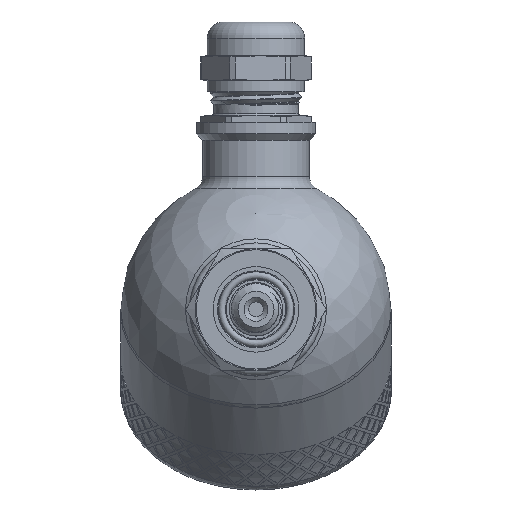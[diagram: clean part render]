
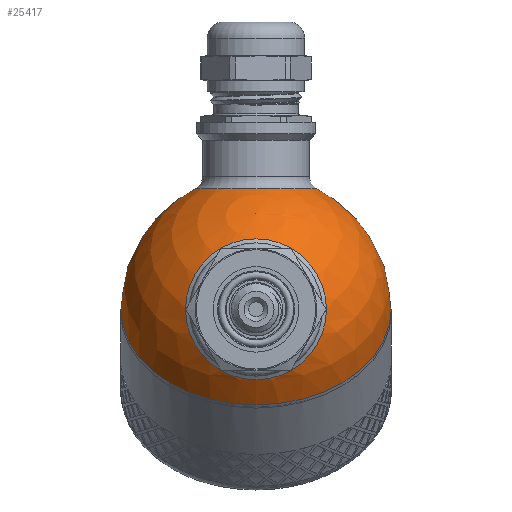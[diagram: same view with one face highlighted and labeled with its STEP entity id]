
A CAD part, left-side view. The second image highlights one B-rep face of the part: STEP entity #25417.
In plain terms, the highlighted spherical face has radius 30 mm.
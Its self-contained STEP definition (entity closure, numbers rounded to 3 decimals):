
#136=SPHERICAL_SURFACE('',#27028,30.);
#249=FACE_BOUND('',#3804,.T.);
#250=FACE_BOUND('',#3805,.T.);
#2137=FACE_OUTER_BOUND('',#3803,.T.);
#3803=EDGE_LOOP('',(#18475,#18476,#18477,#18478));
#3804=EDGE_LOOP('',(#18479));
#3805=EDGE_LOOP('',(#18480));
#5332=CIRCLE('',#26951,30.);
#5333=CIRCLE('',#26952,30.);
#5360=CIRCLE('',#27024,13.5);
#5363=CIRCLE('',#27029,30.);
#5364=CIRCLE('',#27030,15.643);
#9881=VERTEX_POINT('',#33381);
#9882=VERTEX_POINT('',#33383);
#10409=VERTEX_POINT('',#40147);
#10411=VERTEX_POINT('',#40154);
#10412=VERTEX_POINT('',#40156);
#12623=EDGE_CURVE('',#9881,#9882,#5332,.T.);
#12624=EDGE_CURVE('',#9882,#9881,#5333,.T.);
#13417=EDGE_CURVE('',#10409,#10409,#5360,.T.);
#13420=EDGE_CURVE('',#9882,#10411,#5363,.T.);
#13421=EDGE_CURVE('',#10412,#10412,#5364,.T.);
#18475=ORIENTED_EDGE('',*,*,#12624,.F.);
#18476=ORIENTED_EDGE('',*,*,#13420,.T.);
#18477=ORIENTED_EDGE('',*,*,#13420,.F.);
#18478=ORIENTED_EDGE('',*,*,#12623,.F.);
#18479=ORIENTED_EDGE('',*,*,#13421,.F.);
#18480=ORIENTED_EDGE('',*,*,#13417,.F.);
#25417=ADVANCED_FACE('',(#2137,#249,#250),#136,.T.);
#26951=AXIS2_PLACEMENT_3D('',#33384,#28412,#28413);
#26952=AXIS2_PLACEMENT_3D('',#33385,#28414,#28415);
#27024=AXIS2_PLACEMENT_3D('',#40148,#28836,#28837);
#27028=AXIS2_PLACEMENT_3D('',#40153,#28844,#28845);
#27029=AXIS2_PLACEMENT_3D('',#40155,#28846,#28847);
#27030=AXIS2_PLACEMENT_3D('',#40157,#28848,#28849);
#28412=DIRECTION('center_axis',(1.,0.,0.));
#28413=DIRECTION('ref_axis',(0.,1.,0.));
#28414=DIRECTION('center_axis',(1.,0.,0.));
#28415=DIRECTION('ref_axis',(0.,1.,0.));
#28836=DIRECTION('center_axis',(-0.707,0.,-0.707));
#28837=DIRECTION('ref_axis',(-0.707,0.,0.707));
#28844=DIRECTION('center_axis',(1.,0.,0.));
#28845=DIRECTION('ref_axis',(0.,-1.,0.));
#28846=DIRECTION('center_axis',(0.,0.,1.));
#28847=DIRECTION('ref_axis',(0.,1.,0.));
#28848=DIRECTION('center_axis',(-0.707,0.,0.707));
#28849=DIRECTION('ref_axis',(0.707,0.,0.707));
#33381=CARTESIAN_POINT('',(0.,-30.,0.));
#33383=CARTESIAN_POINT('',(0.,30.,0.));
#33384=CARTESIAN_POINT('Origin',(0.,0.,0.));
#33385=CARTESIAN_POINT('Origin',(0.,0.,0.));
#40147=CARTESIAN_POINT('',(-9.398,0.,-28.49));
#40148=CARTESIAN_POINT('Origin',(-18.944,0.,-18.944));
#40153=CARTESIAN_POINT('Origin',(0.,0.,0.));
#40154=CARTESIAN_POINT('',(-30.,0.,0.));
#40155=CARTESIAN_POINT('Origin',(0.,0.,0.));
#40156=CARTESIAN_POINT('',(-29.162,0.,7.04));
#40157=CARTESIAN_POINT('Origin',(-18.101,0.,18.101));
